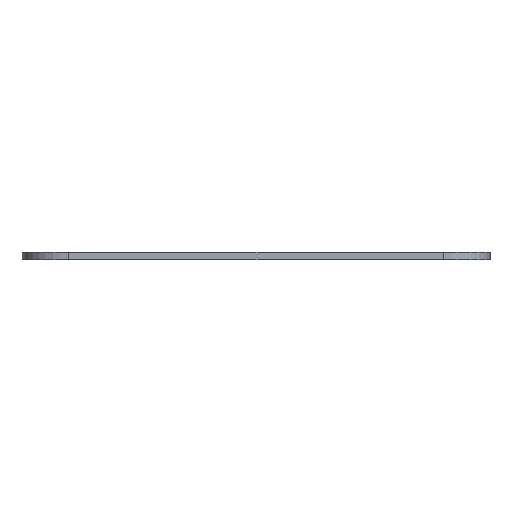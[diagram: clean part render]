
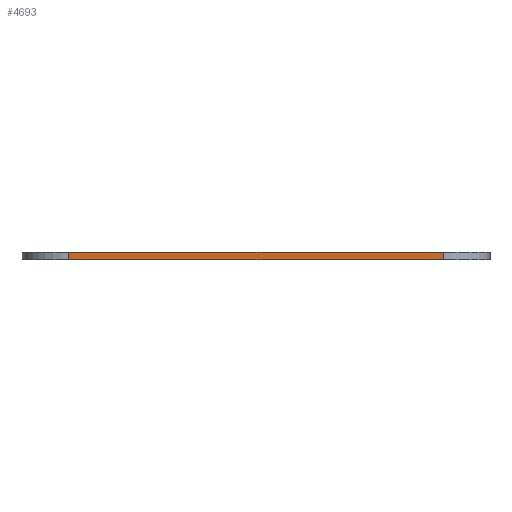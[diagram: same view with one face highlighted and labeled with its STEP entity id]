
A CAD part, left-side view. The second image highlights one B-rep face of the part: STEP entity #4693.
In plain terms, the highlighted planar face has unit normal (-1, 0, 0).
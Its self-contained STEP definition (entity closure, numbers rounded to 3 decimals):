
#146 = VERTEX_POINT('',#147);
#147 = CARTESIAN_POINT('',(75.,-60.,0.));
#154 = EDGE_CURVE('',#155,#146,#157,.T.);
#155 = VERTEX_POINT('',#156);
#156 = CARTESIAN_POINT('',(75.,-140.,0.));
#157 = LINE('',#158,#159);
#158 = CARTESIAN_POINT('',(75.,-140.,0.));
#159 = VECTOR('',#160,1.);
#160 = DIRECTION('',(0.,1.,0.));
#2406 = VERTEX_POINT('',#2407);
#2407 = CARTESIAN_POINT('',(75.,-60.,1.51));
#2414 = EDGE_CURVE('',#2415,#2406,#2417,.T.);
#2415 = VERTEX_POINT('',#2416);
#2416 = CARTESIAN_POINT('',(75.,-140.,1.51));
#2417 = LINE('',#2418,#2419);
#2418 = CARTESIAN_POINT('',(75.,-140.,1.51));
#2419 = VECTOR('',#2420,1.);
#2420 = DIRECTION('',(0.,1.,0.));
#4663 = EDGE_CURVE('',#146,#2406,#4664,.T.);
#4664 = LINE('',#4665,#4666);
#4665 = CARTESIAN_POINT('',(75.,-60.,0.));
#4666 = VECTOR('',#4667,1.);
#4667 = DIRECTION('',(0.,0.,1.));
#4693 = ADVANCED_FACE('',(#4694),#4705,.T.);
#4694 = FACE_BOUND('',#4695,.T.);
#4695 = EDGE_LOOP('',(#4696,#4702,#4703,#4704));
#4696 = ORIENTED_EDGE('',*,*,#4697,.T.);
#4697 = EDGE_CURVE('',#155,#2415,#4698,.T.);
#4698 = LINE('',#4699,#4700);
#4699 = CARTESIAN_POINT('',(75.,-140.,0.));
#4700 = VECTOR('',#4701,1.);
#4701 = DIRECTION('',(0.,0.,1.));
#4702 = ORIENTED_EDGE('',*,*,#2414,.T.);
#4703 = ORIENTED_EDGE('',*,*,#4663,.F.);
#4704 = ORIENTED_EDGE('',*,*,#154,.F.);
#4705 = PLANE('',#4706);
#4706 = AXIS2_PLACEMENT_3D('',#4707,#4708,#4709);
#4707 = CARTESIAN_POINT('',(75.,-140.,0.));
#4708 = DIRECTION('',(-1.,0.,0.));
#4709 = DIRECTION('',(0.,1.,0.));
